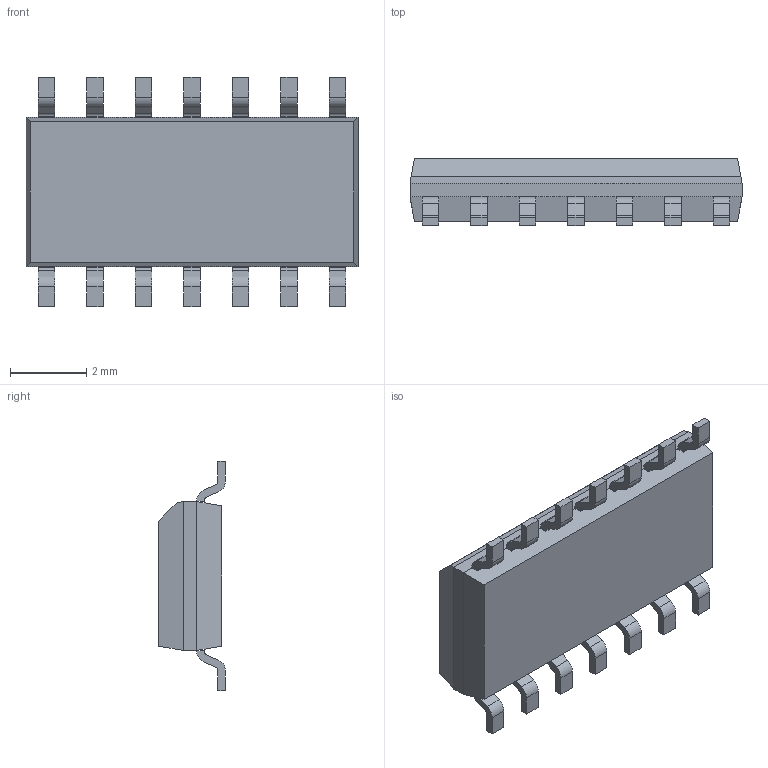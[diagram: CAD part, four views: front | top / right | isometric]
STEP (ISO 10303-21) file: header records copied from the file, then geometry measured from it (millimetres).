
FILE_DESCRIPTION (( 'STEP AP214' ), '1' );
FILE_NAME ( 'SOIC14P127_868X599X175L84X43.STEP', '2018-08-29T15:31:29', ( '' ), ( '' ), '', '©2017 PCB Libraries, Inc.', '' );
FILE_SCHEMA (( 'AUTOMOTIVE_DESIGN' ));
Length unit declared in the file: millimetre
Products named in the file (1): SOIC14P127_868X599X175L84X43
Bounding box: 8.69 x 1.75 x 6 mm (x, y, z)
Volume: 54.8 mm3; surface area: 127.9 mm2
Topology: 15 solids, 15 shells, 211 faces, 535 edges, 354 vertices
Faces by surface type: plane 155, cylinder 56
Entity records: 7101 total; most frequent: CARTESIAN_POINT 1101, DIRECTION 1071, ORIENTED_EDGE 1070, EDGE_CURVE 535, VECTOR 423, LINE 423, VERTEX_POINT 354, AXIS2_PLACEMENT_3D 324
